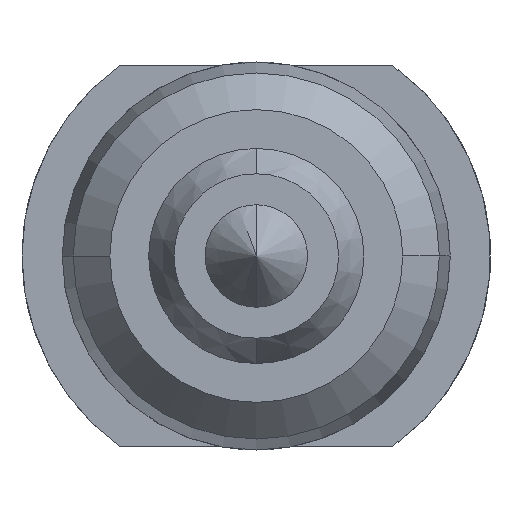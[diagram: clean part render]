
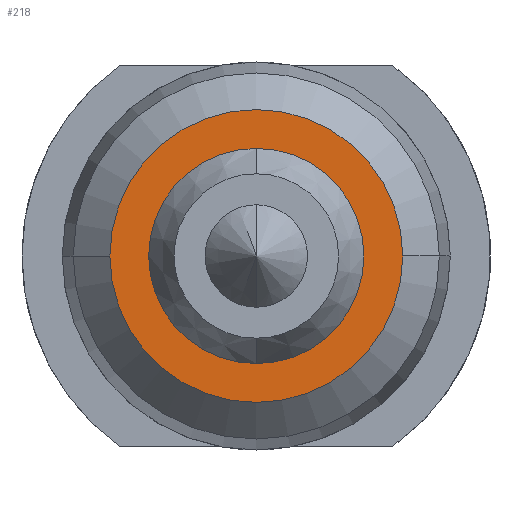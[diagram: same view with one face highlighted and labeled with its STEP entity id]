
A CAD part, front view. The second image highlights one B-rep face of the part: STEP entity #218.
In plain terms, the highlighted planar face has unit normal (0, -1, 0).
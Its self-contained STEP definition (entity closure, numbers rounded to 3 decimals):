
#218 = ADVANCED_FACE ( 'Defeature ausgef�hrt2_13', ( #1066, #1868 ), #631, .T. ) ;
#297 = CARTESIAN_POINT ( 'NONE',  ( 1., 0., 0. ) ) ;
#542 = CARTESIAN_POINT ( 'NONE',  ( -1., 0., 0. ) ) ;
#631 = PLANE ( 'NONE',  #1668 ) ;
#653 = DIRECTION ( 'NONE',  ( 1., 0., 0. ) ) ;
#737 = EDGE_CURVE ( 'Defeature ausgef�hrt2_27+Defeature ausgef�hrt2_13+Defeature ausgef�hrt2_13+Defeature ausgef�hrt2_13', #3657, #4214, #4932, .T. ) ;
#760 = VERTEX_POINT ( 'NONE', #297 ) ;
#795 = DIRECTION ( 'NONE',  ( 0., -1., 0. ) ) ;
#816 = CARTESIAN_POINT ( 'NONE',  ( 0., 0., -0.735 ) ) ;
#1012 = CARTESIAN_POINT ( 'NONE',  ( 0., 0., 0. ) ) ;
#1045 = CIRCLE ( 'NONE', #3972, 1. ) ;
#1066 = FACE_BOUND ( 'NONE', #2721, .T. ) ;
#1112 = DIRECTION ( 'NONE',  ( -1., 0., 0. ) ) ;
#1403 = ORIENTED_EDGE ( 'NONE', *, *, #737, .F. ) ;
#1444 = EDGE_CURVE ( 'Defeature ausgef�hrt2_13+Defeature ausgef�hrt2_4+Defeature ausgef�hrt2_4+Defeature ausgef�hrt2_4', #760, #3269, #3333, .T. ) ;
#1462 = ORIENTED_EDGE ( 'NONE', *, *, #5240, .T. ) ;
#1476 = EDGE_LOOP ( 'NONE', ( #1602, #1462 ) ) ;
#1548 = DIRECTION ( 'NONE',  ( 0., -1., 0. ) ) ;
#1554 = ORIENTED_EDGE ( 'NONE', *, *, #4534, .F. ) ;
#1602 = ORIENTED_EDGE ( 'NONE', *, *, #1444, .T. ) ;
#1668 = AXIS2_PLACEMENT_3D ( 'NONE', #1012, #3679, #4571 ) ;
#1868 = FACE_OUTER_BOUND ( 'NONE', #1476, .T. ) ;
#1946 = CIRCLE ( 'NONE', #4691, 0.735 ) ;
#2072 = DIRECTION ( 'NONE',  ( 1., 0., 0. ) ) ;
#2077 = DIRECTION ( 'NONE',  ( 0., -1., 0. ) ) ;
#2690 = CARTESIAN_POINT ( 'NONE',  ( 0., 0., 0.735 ) ) ;
#2721 = EDGE_LOOP ( 'NONE', ( #1403, #1554 ) ) ;
#2849 = CARTESIAN_POINT ( 'NONE',  ( 0., 0., 0. ) ) ;
#3269 = VERTEX_POINT ( 'NONE', #542 ) ;
#3333 = CIRCLE ( 'NONE', #3961, 1. ) ;
#3657 = VERTEX_POINT ( 'NONE', #2690 ) ;
#3679 = DIRECTION ( 'NONE',  ( 0., -1., 0. ) ) ;
#3961 = AXIS2_PLACEMENT_3D ( 'NONE', #4722, #795, #4741 ) ;
#3972 = AXIS2_PLACEMENT_3D ( 'NONE', #5560, #2077, #1112 ) ;
#4214 = VERTEX_POINT ( 'NONE', #816 ) ;
#4342 = CARTESIAN_POINT ( 'NONE',  ( 0., 0., 0. ) ) ;
#4534 = EDGE_CURVE ( 'Defeature ausgef�hrt2_27+Defeature ausgef�hrt2_13+Defeature ausgef�hrt2_13+Defeature ausgef�hrt2_13', #4214, #3657, #1946, .T. ) ;
#4571 = DIRECTION ( 'NONE',  ( -1., 0., 0. ) ) ;
#4691 = AXIS2_PLACEMENT_3D ( 'NONE', #2849, #1548, #653 ) ;
#4722 = CARTESIAN_POINT ( 'NONE',  ( 0., 0., 0. ) ) ;
#4741 = DIRECTION ( 'NONE',  ( -1., 0., 0. ) ) ;
#4932 = CIRCLE ( 'NONE', #4980, 0.735 ) ;
#4980 = AXIS2_PLACEMENT_3D ( 'NONE', #4342, #5218, #2072 ) ;
#5218 = DIRECTION ( 'NONE',  ( 0., -1., 0. ) ) ;
#5240 = EDGE_CURVE ( 'Defeature ausgef�hrt2_13+Defeature ausgef�hrt2_4+Defeature ausgef�hrt2_4+Defeature ausgef�hrt2_4', #3269, #760, #1045, .T. ) ;
#5560 = CARTESIAN_POINT ( 'NONE',  ( 0., 0., 0. ) ) ;
